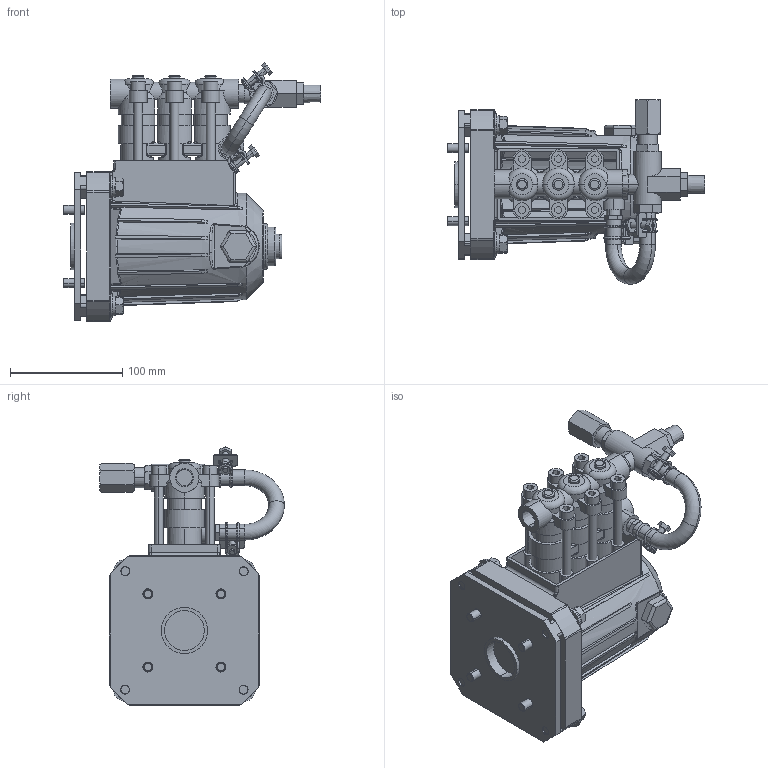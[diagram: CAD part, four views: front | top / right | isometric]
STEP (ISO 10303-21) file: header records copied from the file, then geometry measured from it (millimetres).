
FILE_DESCRIPTION (( 'STEP AP203' ), '1' );
FILE_NAME ('2SFX30GS.STEP', '2020-10-13T13:54:49', ( '' ), ( '' ), 'SwSTEP 2.0', 'SolidWorks 2020', '' );
FILE_SCHEMA (( 'CONFIG_CONTROL_DESIGN' ));
Length unit declared in the file: inch
Products named in the file (1): 2SFX30GS
Bounding box: 229.25 x 164.45 x 230.26 mm (x, y, z)
Surface area: 228369.3 mm2 (no closed solid volume)
Topology: 0 solids, 61 shells, 1090 faces, 3190 edges, 2122 vertices
Faces by surface type: plane 444, cylinder 341, torus 123, bspline 96, cone 80, sphere 6
Entity records: 41342 total; most frequent: CARTESIAN_POINT 13359, DIRECTION 5827, ORIENTED_EDGE 5500, EDGE_CURVE 3184, AXIS2_PLACEMENT_3D 2194, VERTEX_POINT 2122, LINE 1439, VECTOR 1439
